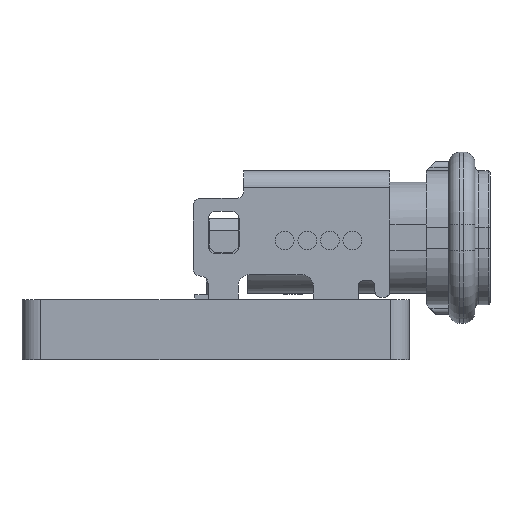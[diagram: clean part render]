
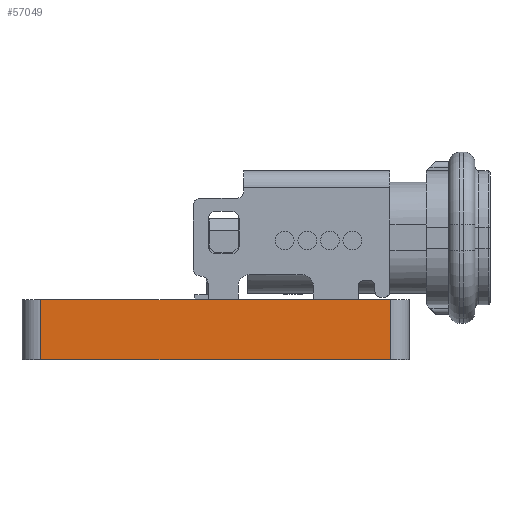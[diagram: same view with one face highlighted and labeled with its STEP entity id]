
A CAD part, left-side view. The second image highlights one B-rep face of the part: STEP entity #57049.
In plain terms, the highlighted planar face has unit normal (-1, 0, 0).
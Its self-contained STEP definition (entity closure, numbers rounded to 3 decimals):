
#55209 = CYLINDRICAL_SURFACE('',#55210,0.5);
#55210 = AXIS2_PLACEMENT_3D('',#55211,#55212,#55213);
#55211 = CARTESIAN_POINT('',(144.,-95.5,0.));
#55212 = DIRECTION('',(-0.,-0.,-1.));
#55213 = DIRECTION('',(1.,0.,-0.));
#55237 = PLANE('',#55238);
#55238 = AXIS2_PLACEMENT_3D('',#55239,#55240,#55241);
#55239 = CARTESIAN_POINT('',(150.,-100.15,1.6));
#55240 = DIRECTION('',(-0.,-0.,-1.));
#55241 = DIRECTION('',(-1.,0.,0.));
#55291 = PLANE('',#55292);
#55292 = AXIS2_PLACEMENT_3D('',#55293,#55294,#55295);
#55293 = CARTESIAN_POINT('',(150.,-100.15,0.));
#55294 = DIRECTION('',(-0.,-0.,-1.));
#55295 = DIRECTION('',(-1.,0.,0.));
#55308 = VERTEX_POINT('',#55309);
#55309 = CARTESIAN_POINT('',(143.5,-95.5,1.6));
#55335 = EDGE_CURVE('',#55336,#55308,#55338,.T.);
#55336 = VERTEX_POINT('',#55337);
#55337 = CARTESIAN_POINT('',(143.5,-95.5,0.));
#55338 = SURFACE_CURVE('',#55339,(#55343,#55350),.PCURVE_S1.);
#55339 = LINE('',#55340,#55341);
#55340 = CARTESIAN_POINT('',(143.5,-95.5,0.));
#55341 = VECTOR('',#55342,1.);
#55342 = DIRECTION('',(0.,0.,1.));
#55343 = PCURVE('',#55209,#55344);
#55344 = DEFINITIONAL_REPRESENTATION('',(#55345),#55349);
#55345 = LINE('',#55346,#55347);
#55346 = CARTESIAN_POINT('',(-3.142,0.));
#55347 = VECTOR('',#55348,1.);
#55348 = DIRECTION('',(-0.,-1.));
#55349 = ( GEOMETRIC_REPRESENTATION_CONTEXT(2) 
PARAMETRIC_REPRESENTATION_CONTEXT() REPRESENTATION_CONTEXT('2D SPACE',''
  ) );
#55350 = PCURVE('',#55351,#55356);
#55351 = PLANE('',#55352);
#55352 = AXIS2_PLACEMENT_3D('',#55353,#55354,#55355);
#55353 = CARTESIAN_POINT('',(143.5,-104.8,0.));
#55354 = DIRECTION('',(-1.,0.,0.));
#55355 = DIRECTION('',(0.,1.,0.));
#55356 = DEFINITIONAL_REPRESENTATION('',(#55357),#55361);
#55357 = LINE('',#55358,#55359);
#55358 = CARTESIAN_POINT('',(9.3,0.));
#55359 = VECTOR('',#55360,1.);
#55360 = DIRECTION('',(0.,-1.));
#55361 = ( GEOMETRIC_REPRESENTATION_CONTEXT(2) 
PARAMETRIC_REPRESENTATION_CONTEXT() REPRESENTATION_CONTEXT('2D SPACE',''
  ) );
#55565 = VERTEX_POINT('',#55566);
#55566 = CARTESIAN_POINT('',(143.5,-104.8,0.));
#55585 = CYLINDRICAL_SURFACE('',#55586,0.5);
#55586 = AXIS2_PLACEMENT_3D('',#55587,#55588,#55589);
#55587 = CARTESIAN_POINT('',(144.,-104.8,0.));
#55588 = DIRECTION('',(-0.,-0.,-1.));
#55589 = DIRECTION('',(1.,0.,-0.));
#55597 = EDGE_CURVE('',#55565,#55336,#55598,.T.);
#55598 = SURFACE_CURVE('',#55599,(#55603,#55610),.PCURVE_S1.);
#55599 = LINE('',#55600,#55601);
#55600 = CARTESIAN_POINT('',(143.5,-104.8,0.));
#55601 = VECTOR('',#55602,1.);
#55602 = DIRECTION('',(0.,1.,0.));
#55603 = PCURVE('',#55291,#55604);
#55604 = DEFINITIONAL_REPRESENTATION('',(#55605),#55609);
#55605 = LINE('',#55606,#55607);
#55606 = CARTESIAN_POINT('',(6.5,-4.65));
#55607 = VECTOR('',#55608,1.);
#55608 = DIRECTION('',(0.,1.));
#55609 = ( GEOMETRIC_REPRESENTATION_CONTEXT(2) 
PARAMETRIC_REPRESENTATION_CONTEXT() REPRESENTATION_CONTEXT('2D SPACE',''
  ) );
#55610 = PCURVE('',#55351,#55611);
#55611 = DEFINITIONAL_REPRESENTATION('',(#55612),#55616);
#55612 = LINE('',#55613,#55614);
#55613 = CARTESIAN_POINT('',(0.,0.));
#55614 = VECTOR('',#55615,1.);
#55615 = DIRECTION('',(1.,0.));
#55616 = ( GEOMETRIC_REPRESENTATION_CONTEXT(2) 
PARAMETRIC_REPRESENTATION_CONTEXT() REPRESENTATION_CONTEXT('2D SPACE',''
  ) );
#56405 = VERTEX_POINT('',#56406);
#56406 = CARTESIAN_POINT('',(143.5,-104.8,1.6));
#56432 = EDGE_CURVE('',#56405,#55308,#56433,.T.);
#56433 = SURFACE_CURVE('',#56434,(#56438,#56445),.PCURVE_S1.);
#56434 = LINE('',#56435,#56436);
#56435 = CARTESIAN_POINT('',(143.5,-104.8,1.6));
#56436 = VECTOR('',#56437,1.);
#56437 = DIRECTION('',(0.,1.,0.));
#56438 = PCURVE('',#55237,#56439);
#56439 = DEFINITIONAL_REPRESENTATION('',(#56440),#56444);
#56440 = LINE('',#56441,#56442);
#56441 = CARTESIAN_POINT('',(6.5,-4.65));
#56442 = VECTOR('',#56443,1.);
#56443 = DIRECTION('',(0.,1.));
#56444 = ( GEOMETRIC_REPRESENTATION_CONTEXT(2) 
PARAMETRIC_REPRESENTATION_CONTEXT() REPRESENTATION_CONTEXT('2D SPACE',''
  ) );
#56445 = PCURVE('',#55351,#56446);
#56446 = DEFINITIONAL_REPRESENTATION('',(#56447),#56451);
#56447 = LINE('',#56448,#56449);
#56448 = CARTESIAN_POINT('',(0.,-1.6));
#56449 = VECTOR('',#56450,1.);
#56450 = DIRECTION('',(1.,0.));
#56451 = ( GEOMETRIC_REPRESENTATION_CONTEXT(2) 
PARAMETRIC_REPRESENTATION_CONTEXT() REPRESENTATION_CONTEXT('2D SPACE',''
  ) );
#57049 = ADVANCED_FACE('',(#57050),#55351,.T.);
#57050 = FACE_BOUND('',#57051,.T.);
#57051 = EDGE_LOOP('',(#57052,#57073,#57074,#57075));
#57052 = ORIENTED_EDGE('',*,*,#57053,.T.);
#57053 = EDGE_CURVE('',#55565,#56405,#57054,.T.);
#57054 = SURFACE_CURVE('',#57055,(#57059,#57066),.PCURVE_S1.);
#57055 = LINE('',#57056,#57057);
#57056 = CARTESIAN_POINT('',(143.5,-104.8,0.));
#57057 = VECTOR('',#57058,1.);
#57058 = DIRECTION('',(0.,0.,1.));
#57059 = PCURVE('',#55351,#57060);
#57060 = DEFINITIONAL_REPRESENTATION('',(#57061),#57065);
#57061 = LINE('',#57062,#57063);
#57062 = CARTESIAN_POINT('',(0.,0.));
#57063 = VECTOR('',#57064,1.);
#57064 = DIRECTION('',(0.,-1.));
#57065 = ( GEOMETRIC_REPRESENTATION_CONTEXT(2) 
PARAMETRIC_REPRESENTATION_CONTEXT() REPRESENTATION_CONTEXT('2D SPACE',''
  ) );
#57066 = PCURVE('',#55585,#57067);
#57067 = DEFINITIONAL_REPRESENTATION('',(#57068),#57072);
#57068 = LINE('',#57069,#57070);
#57069 = CARTESIAN_POINT('',(-3.142,0.));
#57070 = VECTOR('',#57071,1.);
#57071 = DIRECTION('',(-0.,-1.));
#57072 = ( GEOMETRIC_REPRESENTATION_CONTEXT(2) 
PARAMETRIC_REPRESENTATION_CONTEXT() REPRESENTATION_CONTEXT('2D SPACE',''
  ) );
#57073 = ORIENTED_EDGE('',*,*,#56432,.T.);
#57074 = ORIENTED_EDGE('',*,*,#55335,.F.);
#57075 = ORIENTED_EDGE('',*,*,#55597,.F.);
